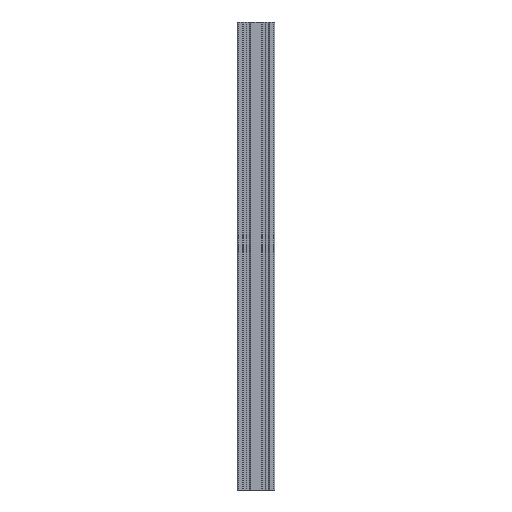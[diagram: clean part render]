
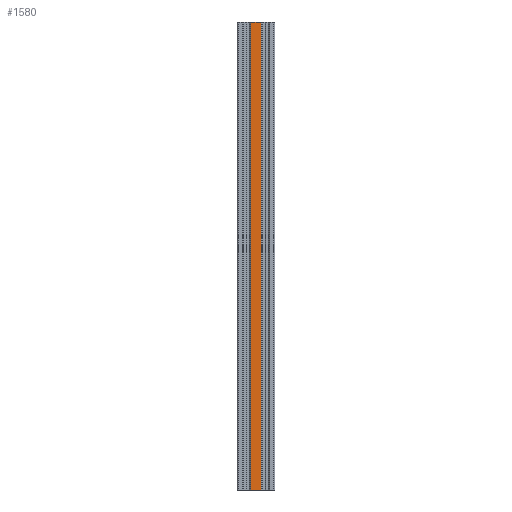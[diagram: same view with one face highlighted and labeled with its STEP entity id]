
A CAD part, left-side view. The second image highlights one B-rep face of the part: STEP entity #1580.
In plain terms, the highlighted planar face has unit normal (-1, 0, 0).
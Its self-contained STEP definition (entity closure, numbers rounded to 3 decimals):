
#194 = LINE ( 'NONE', #4334, #3466 ) ;
#855 = VECTOR ( 'NONE', #4244, 1000. ) ;
#992 = VECTOR ( 'NONE', #1246, 1000. ) ;
#1246 = DIRECTION ( 'NONE',  ( 0., 1., 0. ) ) ;
#1259 = LINE ( 'NONE', #1676, #992 ) ;
#1413 = DIRECTION ( 'NONE',  ( -1., 0., 0. ) ) ;
#1559 = CARTESIAN_POINT ( 'NONE',  ( -20., 5.42, 0. ) ) ;
#1567 = CARTESIAN_POINT ( 'NONE',  ( -20., 0., 0. ) ) ;
#1580 = ADVANCED_FACE ( 'NONE', ( #3184 ), #4075, .T. ) ;
#1588 = CARTESIAN_POINT ( 'NONE',  ( -20., -5.42, 0. ) ) ;
#1676 = CARTESIAN_POINT ( 'NONE',  ( -20., 0., 500. ) ) ;
#1865 = EDGE_CURVE ( 'NONE', #2875, #2955, #5428, .T. ) ;
#1958 = CARTESIAN_POINT ( 'NONE',  ( -20., 5.42, 500. ) ) ;
#2009 = ORIENTED_EDGE ( 'NONE', *, *, #1865, .F. ) ;
#2116 = DIRECTION ( 'NONE',  ( 0., 0., -1. ) ) ;
#2240 = VERTEX_POINT ( 'NONE', #1958 ) ;
#2300 = VERTEX_POINT ( 'NONE', #4379 ) ;
#2636 = ORIENTED_EDGE ( 'NONE', *, *, #3717, .T. ) ;
#2805 = ORIENTED_EDGE ( 'NONE', *, *, #4626, .T. ) ;
#2850 = VECTOR ( 'NONE', #5086, 1000. ) ;
#2875 = VERTEX_POINT ( 'NONE', #1588 ) ;
#2955 = VERTEX_POINT ( 'NONE', #1559 ) ;
#3184 = FACE_OUTER_BOUND ( 'NONE', #4496, .T. ) ;
#3410 = LINE ( 'NONE', #3816, #855 ) ;
#3466 = VECTOR ( 'NONE', #2116, 1000. ) ;
#3551 = EDGE_CURVE ( 'NONE', #2300, #2875, #3410, .T. ) ;
#3662 = ORIENTED_EDGE ( 'NONE', *, *, #3551, .F. ) ;
#3717 = EDGE_CURVE ( 'NONE', #2240, #2955, #194, .T. ) ;
#3816 = CARTESIAN_POINT ( 'NONE',  ( -20., -5.42, 500. ) ) ;
#3854 = AXIS2_PLACEMENT_3D ( 'NONE', #5335, #1413, #4514 ) ;
#4075 = PLANE ( 'NONE',  #3854 ) ;
#4244 = DIRECTION ( 'NONE',  ( 0., 0., -1. ) ) ;
#4334 = CARTESIAN_POINT ( 'NONE',  ( -20., 5.42, 500. ) ) ;
#4379 = CARTESIAN_POINT ( 'NONE',  ( -20., -5.42, 500. ) ) ;
#4496 = EDGE_LOOP ( 'NONE', ( #2009, #3662, #2805, #2636 ) ) ;
#4514 = DIRECTION ( 'NONE',  ( 0., 0., 1. ) ) ;
#4626 = EDGE_CURVE ( 'NONE', #2300, #2240, #1259, .T. ) ;
#5086 = DIRECTION ( 'NONE',  ( 0., 1., 0. ) ) ;
#5335 = CARTESIAN_POINT ( 'NONE',  ( -20., 0., 500. ) ) ;
#5428 = LINE ( 'NONE', #1567, #2850 ) ;
